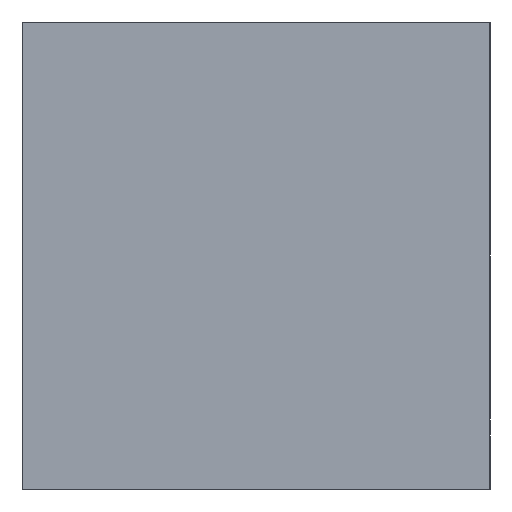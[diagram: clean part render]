
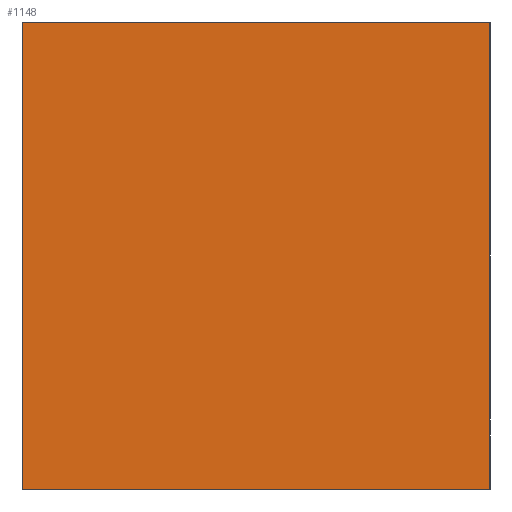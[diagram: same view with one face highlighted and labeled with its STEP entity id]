
A CAD part, left-side view. The second image highlights one B-rep face of the part: STEP entity #1148.
In plain terms, the highlighted planar face has unit normal (-1, 0, 0).
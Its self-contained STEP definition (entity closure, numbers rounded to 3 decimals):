
#31 = DIRECTION ( 'NONE',  ( 1., 0., 0. ) ) ;
#32 = LINE ( 'NONE', #669, #393 ) ;
#33 = VECTOR ( 'NONE', #243, 1000. ) ;
#44 = CARTESIAN_POINT ( 'NONE',  ( 0., 15.875, 0. ) ) ;
#139 = CARTESIAN_POINT ( 'NONE',  ( 0., 0., 0. ) ) ;
#165 = VERTEX_POINT ( 'NONE', #1156 ) ;
#174 = EDGE_CURVE ( 'NONE', #253, #165, #866, .T. ) ;
#219 = CARTESIAN_POINT ( 'NONE',  ( 0., 15.875, 0. ) ) ;
#243 = DIRECTION ( 'NONE',  ( 0., 0., 1. ) ) ;
#253 = VERTEX_POINT ( 'NONE', #645 ) ;
#274 = VECTOR ( 'NONE', #427, 1000. ) ;
#306 = CARTESIAN_POINT ( 'NONE',  ( 0., 15.875, 15.875 ) ) ;
#393 = VECTOR ( 'NONE', #912, 1000. ) ;
#407 = VECTOR ( 'NONE', #1063, 1000. ) ;
#419 = ORIENTED_EDGE ( 'NONE', *, *, #1162, .T. ) ;
#427 = DIRECTION ( 'NONE',  ( 0., -1., 0. ) ) ;
#510 = LINE ( 'NONE', #44, #274 ) ;
#512 = EDGE_CURVE ( 'NONE', #979, #253, #32, .T. ) ;
#565 = CARTESIAN_POINT ( 'NONE',  ( 0., 15.875, 0. ) ) ;
#580 = EDGE_CURVE ( 'NONE', #1192, #165, #983, .T. ) ;
#596 = PLANE ( 'NONE',  #859 ) ;
#645 = CARTESIAN_POINT ( 'NONE',  ( 0., 15.875, 15.875 ) ) ;
#669 = CARTESIAN_POINT ( 'NONE',  ( 0., 15.875, 0. ) ) ;
#676 = ORIENTED_EDGE ( 'NONE', *, *, #174, .F. ) ;
#711 = EDGE_LOOP ( 'NONE', ( #980, #676, #1178, #419 ) ) ;
#782 = DIRECTION ( 'NONE',  ( 0., 0., -1. ) ) ;
#787 = FACE_OUTER_BOUND ( 'NONE', #711, .T. ) ;
#859 = AXIS2_PLACEMENT_3D ( 'NONE', #219, #31, #782 ) ;
#866 = LINE ( 'NONE', #306, #407 ) ;
#912 = DIRECTION ( 'NONE',  ( 0., 0., 1. ) ) ;
#979 = VERTEX_POINT ( 'NONE', #565 ) ;
#980 = ORIENTED_EDGE ( 'NONE', *, *, #580, .T. ) ;
#983 = LINE ( 'NONE', #139, #33 ) ;
#997 = CARTESIAN_POINT ( 'NONE',  ( 0., 0., 0. ) ) ;
#1063 = DIRECTION ( 'NONE',  ( 0., -1., 0. ) ) ;
#1148 = ADVANCED_FACE ( 'NONE', ( #787 ), #596, .F. ) ;
#1156 = CARTESIAN_POINT ( 'NONE',  ( 0., 0., 15.875 ) ) ;
#1162 = EDGE_CURVE ( 'NONE', #979, #1192, #510, .T. ) ;
#1178 = ORIENTED_EDGE ( 'NONE', *, *, #512, .F. ) ;
#1192 = VERTEX_POINT ( 'NONE', #997 ) ;
